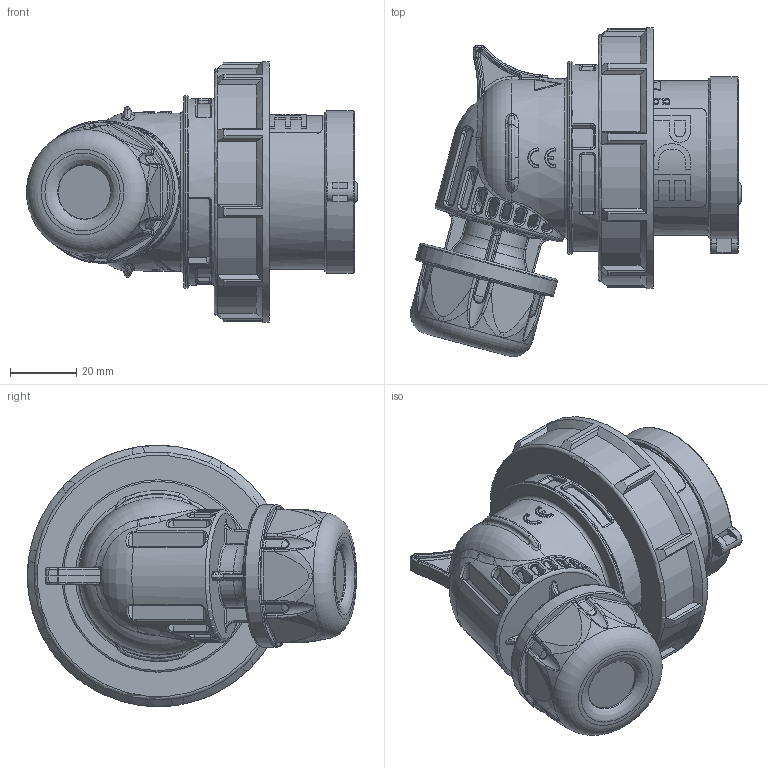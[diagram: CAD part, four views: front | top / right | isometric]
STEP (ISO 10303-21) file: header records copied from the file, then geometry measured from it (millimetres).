
FILE_DESCRIPTION (( 'STEP AP203' ), '1' );
FILE_NAME ('80142-6,74142-6.STEP', '2023-02-08T12:40:11', ( '' ), ( '' ), 'SwSTEP 2.0', 'SolidWorks 2022', '' );
FILE_SCHEMA (( 'CONFIG_CONTROL_DESIGN' ));
Length unit declared in the file: millimetre
Products named in the file (1): 80142-6,74142-6
Bounding box: 100.07 x 99.53 x 78.99 mm (x, y, z)
Volume: 161540.4 mm3; surface area: 47341.8 mm2
Topology: 1 solids, 1 shells, 1546 faces, 3833 edges, 2345 vertices
Faces by surface type: bspline 559, plane 465, cylinder 262, torus 107, cone 105, sphere 48
Full cylindrical faces by diameter (mm): 5 x3, 7 x1, 16.4 x1, 40 x1, 43.1 x1, 46.727 x1, 49.2 x1, 56.4 x1, 58.2 x1, 60.5 x1, 69 x1, 79 x1
Entity records: 71413 total; most frequent: CARTESIAN_POINT 39749, ORIENTED_EDGE 7418, DIRECTION 5251, EDGE_CURVE 3709, VERTEX_POINT 2306, AXIS2_PLACEMENT_3D 2026, EDGE_LOOP 1685, FACE_OUTER_BOUND 1587
